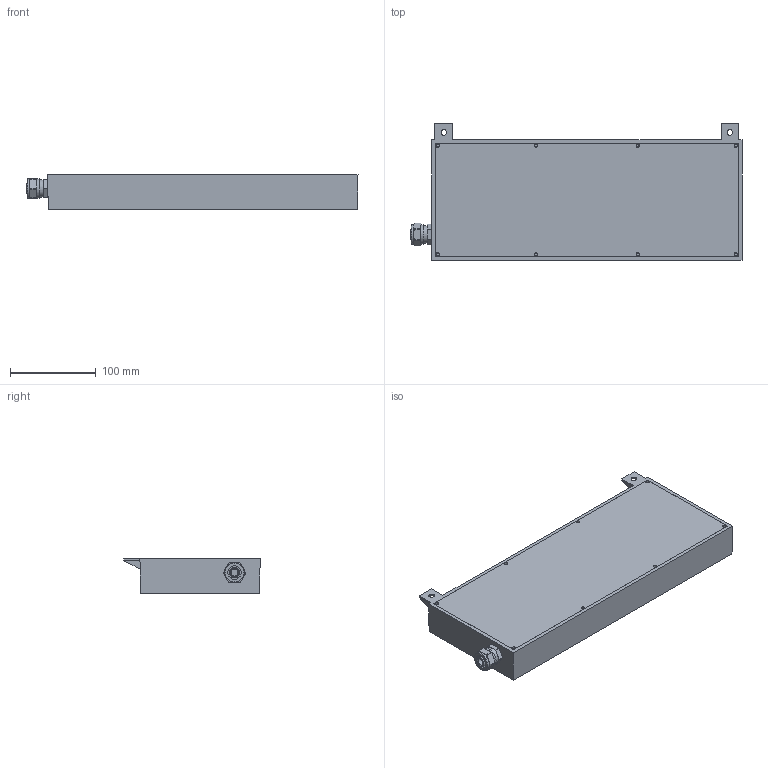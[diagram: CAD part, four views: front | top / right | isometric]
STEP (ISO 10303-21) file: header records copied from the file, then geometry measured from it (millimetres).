
FILE_DESCRIPTION(('STEP AP203'), '1');
FILE_NAME('ﾑ ﾂﾇ', '2017-02-03T05:42:55', ('st'), (''), 'ASCON STEP Converter 1.3', 'ASCON Math Kernel', '');
FILE_SCHEMA(('CONFIG_CONTROL_DESIGN'));
Length unit declared in the file: millimetre
Products named in the file (5): 6; 7; 8; 9; 10
Assembly tree (4 placements, depth 2):
  6
    7
    8
    9
    10
Bounding box: 387.67 x 159.2 x 40 mm (x, y, z)
Volume: 510718.7 mm3; surface area: 312800.2 mm2
Topology: 5 solids, 5 shells, 193 faces, 485 edges, 318 vertices
Faces by surface type: plane 108, cone 42, cylinder 30, bspline 12, torus 1
Full cylindrical faces by diameter (mm): 6.5 x2, 8 x1, 12 x1, 16 x2, 18.5 x1, 18.9 x1, 20.6 x2, 22.4 x1, 22.5 x1
Entity records: 9673 total; most frequent: CARTESIAN_POINT 4763, ORIENTED_EDGE 970, DIRECTION 908, EDGE_CURVE 485, VERTEX_POINT 318, AXIS2_PLACEMENT_3D 317, LINE 274, VECTOR 274
